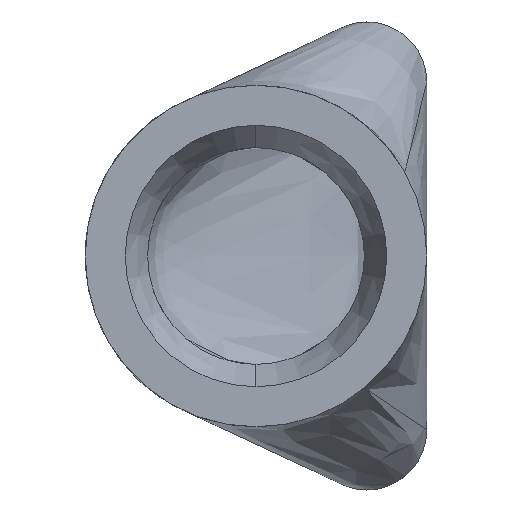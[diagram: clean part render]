
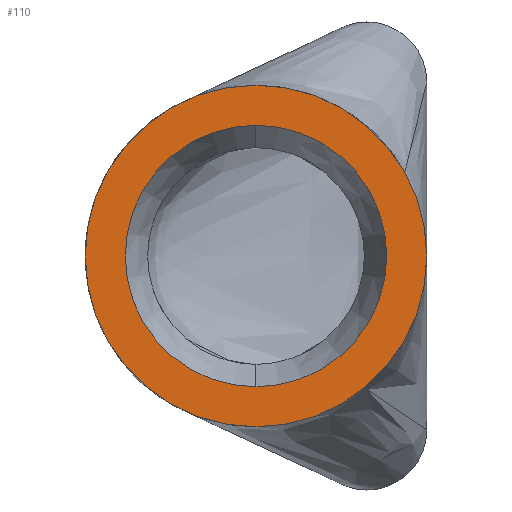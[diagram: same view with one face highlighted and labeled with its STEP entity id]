
A CAD part, left-side view. The second image highlights one B-rep face of the part: STEP entity #110.
In plain terms, the highlighted planar face has unit normal (-1, 0, 0).
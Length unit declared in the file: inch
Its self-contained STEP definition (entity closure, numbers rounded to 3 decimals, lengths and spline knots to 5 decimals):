
#46 = ORIENTED_EDGE ( 'NONE', *, *, #664, .T. ) ;
#57 = ORIENTED_EDGE ( 'NONE', *, *, #90, .T. ) ;
#90 = EDGE_CURVE ( 'NONE', #288, #228, #452, .T. ) ;
#94 = DIRECTION ( 'NONE',  ( 0., 0., 1. ) ) ;
#110 = ADVANCED_FACE ( 'NONE', ( #1071, #193 ), #182, .T. ) ;
#125 = VERTEX_POINT ( 'NONE', #909 ) ;
#130 = DIRECTION ( 'NONE',  ( 0., 0., 1. ) ) ;
#159 = AXIS2_PLACEMENT_3D ( 'NONE', #585, #227, #130 ) ;
#182 = PLANE ( 'NONE',  #408 ) ;
#193 = FACE_OUTER_BOUND ( 'NONE', #1001, .T. ) ;
#227 = DIRECTION ( 'NONE',  ( -1., 0., 0. ) ) ;
#228 = VERTEX_POINT ( 'NONE', #820 ) ;
#251 = CIRCLE ( 'NONE', #432, 0.32696 ) ;
#268 = DIRECTION ( 'NONE',  ( 0., 0., 1. ) ) ;
#285 = CARTESIAN_POINT ( 'NONE',  ( 0., 0., 0. ) ) ;
#288 = VERTEX_POINT ( 'NONE', #482 ) ;
#300 = CARTESIAN_POINT ( 'NONE',  ( 0., 0.427, 0.32696 ) ) ;
#390 = DIRECTION ( 'NONE',  ( 1., 0., 0. ) ) ;
#408 = AXIS2_PLACEMENT_3D ( 'NONE', #285, #807, #94 ) ;
#432 = AXIS2_PLACEMENT_3D ( 'NONE', #545, #1020, #1110 ) ;
#452 = CIRCLE ( 'NONE', #1113, 0.427 ) ;
#464 = AXIS2_PLACEMENT_3D ( 'NONE', #923, #390, #815 ) ;
#482 = CARTESIAN_POINT ( 'NONE',  ( 0., 0.427, -0.427 ) ) ;
#485 = ORIENTED_EDGE ( 'NONE', *, *, #735, .T. ) ;
#491 = EDGE_LOOP ( 'NONE', ( #46, #902 ) ) ;
#538 = DIRECTION ( 'NONE',  ( -1., 0., 0. ) ) ;
#545 = CARTESIAN_POINT ( 'NONE',  ( 0., 0.427, 0. ) ) ;
#585 = CARTESIAN_POINT ( 'NONE',  ( 0., 0.427, 0. ) ) ;
#664 = EDGE_CURVE ( 'NONE', #1146, #125, #881, .T. ) ;
#700 = EDGE_CURVE ( 'NONE', #125, #1146, #251, .T. ) ;
#735 = EDGE_CURVE ( 'NONE', #228, #288, #750, .T. ) ;
#749 = CARTESIAN_POINT ( 'NONE',  ( 0., 0.427, 0. ) ) ;
#750 = CIRCLE ( 'NONE', #159, 0.427 ) ;
#807 = DIRECTION ( 'NONE',  ( -1., 0., 0. ) ) ;
#815 = DIRECTION ( 'NONE',  ( 0., 0., 1. ) ) ;
#820 = CARTESIAN_POINT ( 'NONE',  ( 0., 0.427, 0.427 ) ) ;
#881 = CIRCLE ( 'NONE', #464, 0.32696 ) ;
#902 = ORIENTED_EDGE ( 'NONE', *, *, #700, .T. ) ;
#909 = CARTESIAN_POINT ( 'NONE',  ( 0., 0.427, -0.32696 ) ) ;
#923 = CARTESIAN_POINT ( 'NONE',  ( 0., 0.427, 0. ) ) ;
#1001 = EDGE_LOOP ( 'NONE', ( #485, #57 ) ) ;
#1020 = DIRECTION ( 'NONE',  ( 1., 0., 0. ) ) ;
#1071 = FACE_BOUND ( 'NONE', #491, .T. ) ;
#1110 = DIRECTION ( 'NONE',  ( 0., 0., 1. ) ) ;
#1113 = AXIS2_PLACEMENT_3D ( 'NONE', #749, #538, #268 ) ;
#1146 = VERTEX_POINT ( 'NONE', #300 ) ;
